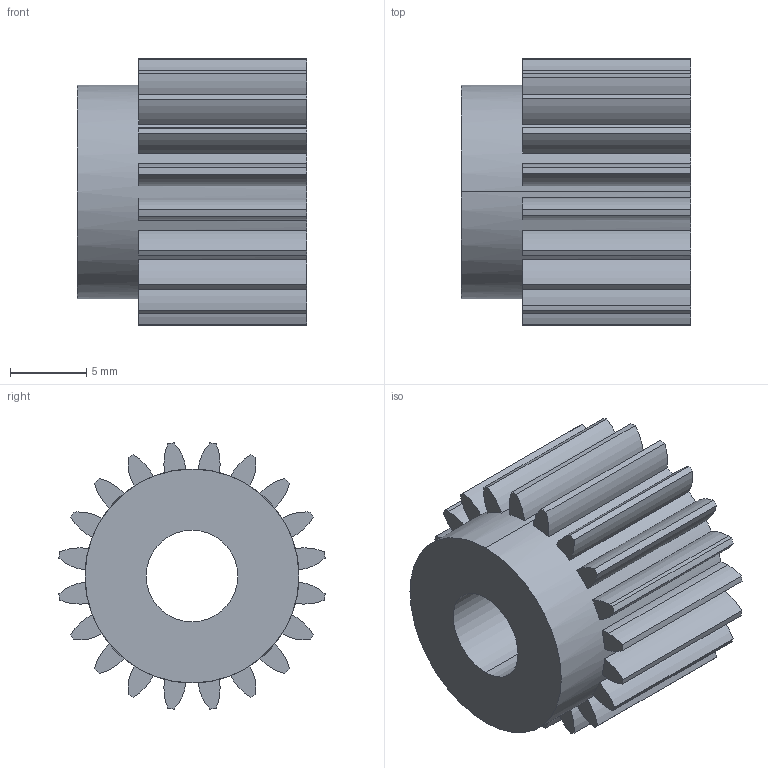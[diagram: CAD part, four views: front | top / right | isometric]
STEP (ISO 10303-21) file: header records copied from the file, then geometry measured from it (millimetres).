
FILE_DESCRIPTION (( 'STEP AP203' ), '1' );
FILE_NAME ('gear_test.STEP', '2025-08-20T18:53:25', ( '' ), ( '' ), 'SwSTEP 2.0', 'SolidWorks 2025', '' );
FILE_SCHEMA (( 'CONFIG_CONTROL_DESIGN' ));
Length unit declared in the file: millimetre
Products named in the file (2): spur gear_am_Metric - Spur gear 0.8M 20T 20PA 11FW ---S20O75H15L6N; gear_test
Assembly tree (1 placements, depth 2):
  gear_test
    spur gear_am_Metric - Spur gear 0.8M 20T 20PA 11FW ---S20O75H15L6N
Bounding box: 15 x 17.44 x 17.44 mm (x, y, z)
Volume: 2323.4 mm3; surface area: 1904.8 mm2
Topology: 1 solids, 1 shells, 90 faces, 264 edges, 176 vertices
Faces by surface type: cylinder 68, plane 22
Entity records: 3304 total; most frequent: DIRECTION 628, CARTESIAN_POINT 534, ORIENTED_EDGE 528, AXIS2_PLACEMENT_3D 270, EDGE_CURVE 264, CIRCLE 176, VERTEX_POINT 176, EDGE_LOOP 92
